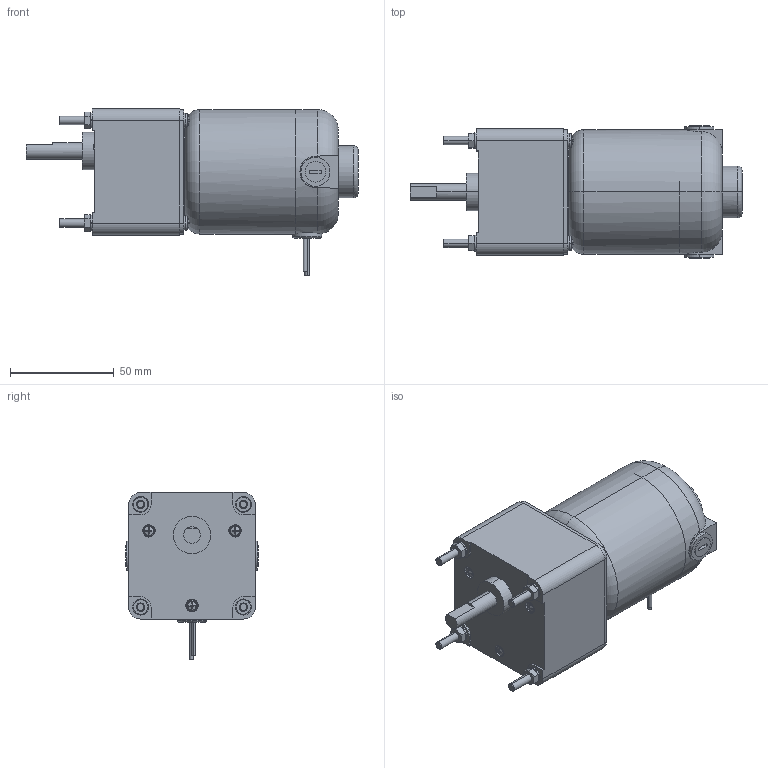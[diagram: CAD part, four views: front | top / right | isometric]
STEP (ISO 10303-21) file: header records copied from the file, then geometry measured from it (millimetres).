
FILE_DESCRIPTION(('starvars output'),'2;1');
FILE_NAME('60b6hf.stp','10:03:52 2014/09/11',( 'Thomas Industrial Network Germany GmbH'),( 'Thomas Industrial Network Germany GmbH'),'unknown preprocess','ACIS' ,'unknown authorization');
FILE_SCHEMA(('AUTOMOTIVE_DESIGN_CC2 {UNKNOWN IMPLEMENTATION LEVEL}'));
Length unit declared in the file: millimetre
Products named in the file (9): PRODUCT_ID_34; PRODUCT_ID_35; PRODUCT_ID_36; PRODUCT_ID_37; PRODUCT_ID_38; PRODUCT_ID_39; PRODUCT_ID_40; PRODUCT_ID_41; PRODUCT_ID_42
Bounding box: 160 x 64 x 80.5 mm (x, y, z)
Volume: 374547.9 mm3; surface area: 41870.6 mm2
Topology: 34 solids, 37 shells, 660 faces, 1467 edges, 876 vertices
Faces by surface type: cylinder 227, plane 225, cone 170, torus 24, bspline 14
Entity records: 21964 total; most frequent: CARTESIAN_POINT 3642, ORIENTED_EDGE 2942, DIRECTION 2070, EDGE_CURVE 1459, VERTEX_POINT 876, AXIS2_PLACEMENT_3D 746, EDGE_LOOP 735, FACE_BOUND 735
